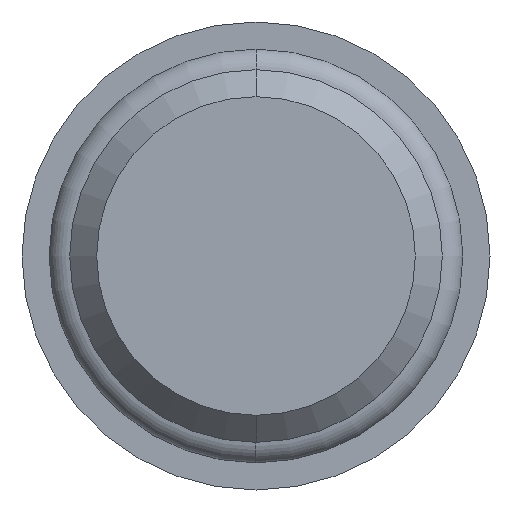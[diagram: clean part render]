
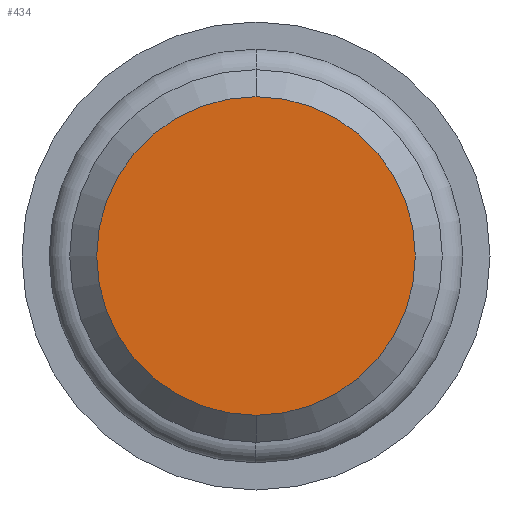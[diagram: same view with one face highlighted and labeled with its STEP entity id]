
A CAD part, front view. The second image highlights one B-rep face of the part: STEP entity #434.
In plain terms, the highlighted planar face has unit normal (0, -1, 0).
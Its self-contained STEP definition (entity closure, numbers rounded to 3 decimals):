
#211 = CARTESIAN_POINT ( 'NONE',  ( 0., 0., -8.85 ) ) ;
#239 = CARTESIAN_POINT ( 'NONE',  ( 0., 0., 8.85 ) ) ;
#404 = EDGE_CURVE ( 'NONE', #587, #586, #1052, .T. ) ;
#434 = ADVANCED_FACE ( 'NONE', ( #1022 ), #1021, .T. ) ;
#447 = EDGE_LOOP ( 'NONE', ( #609, #610 ) ) ;
#585 = EDGE_CURVE ( 'NONE', #586, #587, #1351, .T. ) ;
#586 = VERTEX_POINT ( 'NONE', #211 ) ;
#587 = VERTEX_POINT ( 'NONE', #239 ) ;
#609 = ORIENTED_EDGE ( 'NONE', *, *, #404, .T. ) ;
#610 = ORIENTED_EDGE ( 'NONE', *, *, #585, .T. ) ;
#1021 = PLANE ( 'NONE',  #1032 ) ;
#1022 = FACE_OUTER_BOUND ( 'NONE', #447, .T. ) ;
#1028 = DIRECTION ( 'NONE',  ( 0., 0., -1. ) ) ;
#1029 = DIRECTION ( 'NONE',  ( 0., -1., 0. ) ) ;
#1031 = CARTESIAN_POINT ( 'NONE',  ( 8.85, 0., 0. ) ) ;
#1032 = AXIS2_PLACEMENT_3D ( 'NONE', #1031, #1029, #1028 ) ;
#1048 = DIRECTION ( 'NONE',  ( 0., 0., -1. ) ) ;
#1049 = DIRECTION ( 'NONE',  ( 0., -1., 0. ) ) ;
#1050 = CARTESIAN_POINT ( 'NONE',  ( 0., 0., 0. ) ) ;
#1051 = AXIS2_PLACEMENT_3D ( 'NONE', #1050, #1049, #1048 ) ;
#1052 = CIRCLE ( 'NONE', #1051, 8.85 ) ;
#1351 = CIRCLE ( 'NONE', #1365, 8.85 ) ;
#1362 = DIRECTION ( 'NONE',  ( 0., 0., -1. ) ) ;
#1363 = DIRECTION ( 'NONE',  ( 0., -1., 0. ) ) ;
#1364 = CARTESIAN_POINT ( 'NONE',  ( 0., 0., 0. ) ) ;
#1365 = AXIS2_PLACEMENT_3D ( 'NONE', #1364, #1363, #1362 ) ;
